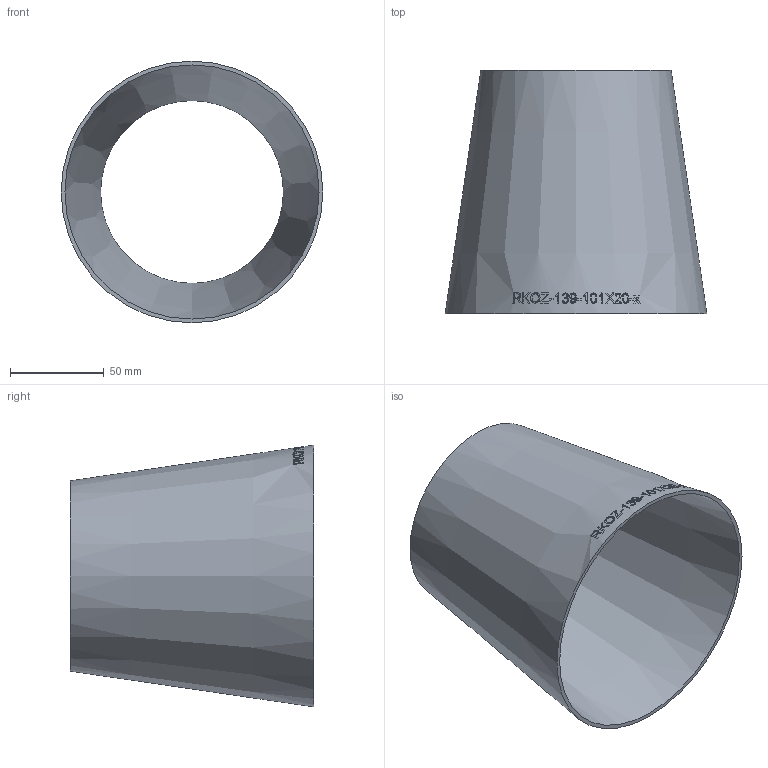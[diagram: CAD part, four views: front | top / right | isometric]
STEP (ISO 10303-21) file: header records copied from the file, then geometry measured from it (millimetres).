
FILE_DESCRIPTION (( 'STEP AP214' ), '1' );
FILE_NAME ('RKOZ-139-101X20-x Reduzierung aus Blech ISO-sonstige 2007.STEP', '2020-07-22T08:49:20', ( '' ), ( '' ), 'SwSTEP 2.0', 'SolidWorks 2019', '' );
FILE_SCHEMA (( 'AUTOMOTIVE_DESIGN' ));
Length unit declared in the file: millimetre
Products named in the file (1): RKOZ-139-101X20-x Reduzierung aus Blech ISO-sonstige 2007
Bounding box: 139.7 x 130 x 139.7 mm (x, y, z)
Volume: 98099.3 mm3; surface area: 99459.2 mm2
Topology: 1 solids, 1 shells, 205 faces, 543 edges, 362 vertices
Faces by surface type: bspline 179, cone 24, plane 2
Entity records: 26695 total; most frequent: CARTESIAN_POINT 21010, ORIENTED_EDGE 1082, EDGE_CURVE 541, B_SPLINE_CURVE_WITH_KNOTS 537, VERTEX_POINT 362, EDGE_LOOP 231, FACE_OUTER_BOUND 205, ADVANCED_FACE 205
